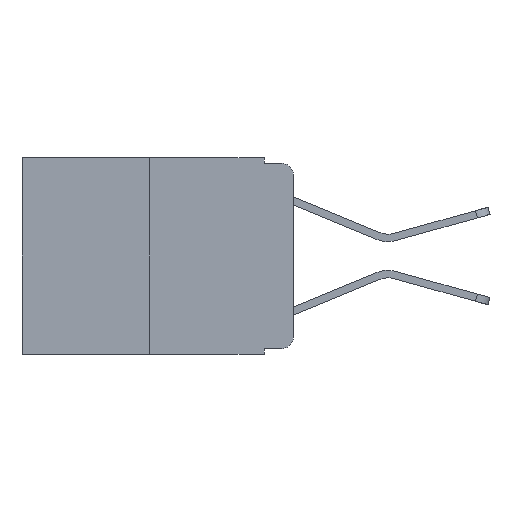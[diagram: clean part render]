
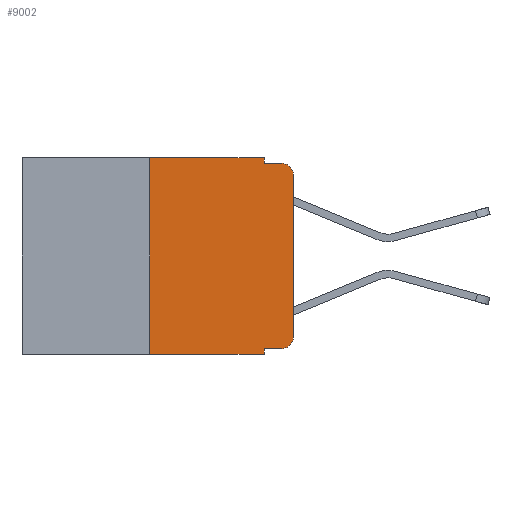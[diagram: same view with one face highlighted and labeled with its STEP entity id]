
A CAD part, left-side view. The second image highlights one B-rep face of the part: STEP entity #9002.
In plain terms, the highlighted planar face has unit normal (-1, 0, 0).
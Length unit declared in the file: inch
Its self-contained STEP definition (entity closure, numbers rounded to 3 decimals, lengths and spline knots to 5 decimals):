
#59 = ORIENTED_EDGE ( 'NONE', *, *, #6635, .T. ) ;
#139 = VERTEX_POINT ( 'NONE', #9514 ) ;
#169 = CARTESIAN_POINT ( 'NONE',  ( 0., 0., 0. ) ) ;
#287 = CIRCLE ( 'NONE', #8598, 0.02 ) ;
#338 = AXIS2_PLACEMENT_3D ( 'NONE', #7195, #9928, #4039 ) ;
#437 = VECTOR ( 'NONE', #1177, 39.37008 ) ;
#695 = LINE ( 'NONE', #6462, #8326 ) ;
#698 = DIRECTION ( 'NONE',  ( 0., 0., -1. ) ) ;
#757 = ORIENTED_EDGE ( 'NONE', *, *, #6345, .T. ) ;
#1177 = DIRECTION ( 'NONE',  ( 0., 0., 1. ) ) ;
#1219 = CARTESIAN_POINT ( 'NONE',  ( 0., 0.051, -0.333 ) ) ;
#1261 = CARTESIAN_POINT ( 'NONE',  ( 0., 0.051, 0. ) ) ;
#1346 = CARTESIAN_POINT ( 'NONE',  ( 0., 0.051, -0.333 ) ) ;
#1420 = VECTOR ( 'NONE', #4315, 39.37008 ) ;
#1477 = CARTESIAN_POINT ( 'NONE',  ( 0., 0.25, 0. ) ) ;
#2103 = VERTEX_POINT ( 'NONE', #11797 ) ;
#2169 = LINE ( 'NONE', #1346, #7467 ) ;
#2189 = CARTESIAN_POINT ( 'NONE',  ( 0., 0.25, 0. ) ) ;
#2193 = VERTEX_POINT ( 'NONE', #10734 ) ;
#2361 = DIRECTION ( 'NONE',  ( 0., -1., 0. ) ) ;
#2489 = LINE ( 'NONE', #1261, #10122 ) ;
#2900 = VERTEX_POINT ( 'NONE', #1219 ) ;
#2936 = DIRECTION ( 'NONE',  ( 0., -1., 0. ) ) ;
#3004 = ORIENTED_EDGE ( 'NONE', *, *, #8050, .T. ) ;
#3145 = CIRCLE ( 'NONE', #7663, 0.02 ) ;
#3158 = ORIENTED_EDGE ( 'NONE', *, *, #7554, .F. ) ;
#3420 = LINE ( 'NONE', #12394, #8589 ) ;
#3560 = FACE_OUTER_BOUND ( 'NONE', #5473, .T. ) ;
#3816 = DIRECTION ( 'NONE',  ( 0., -1., 0. ) ) ;
#3869 = CARTESIAN_POINT ( 'NONE',  ( 0., 0.473, -0.343 ) ) ;
#4026 = CARTESIAN_POINT ( 'NONE',  ( 0., 0.051, -0.343 ) ) ;
#4039 = DIRECTION ( 'NONE',  ( 0., 0., -1. ) ) ;
#4071 = VERTEX_POINT ( 'NONE', #5747 ) ;
#4315 = DIRECTION ( 'NONE',  ( 0., 0., 1. ) ) ;
#4344 = CARTESIAN_POINT ( 'NONE',  ( 0., 0.02, -0.313 ) ) ;
#4427 = DIRECTION ( 'NONE',  ( 0., 0., -1. ) ) ;
#4822 = ORIENTED_EDGE ( 'NONE', *, *, #6323, .F. ) ;
#5415 = DIRECTION ( 'NONE',  ( 0., 0., -1. ) ) ;
#5444 = EDGE_CURVE ( 'NONE', #4071, #7615, #6353, .T. ) ;
#5473 = EDGE_LOOP ( 'NONE', ( #9046, #59, #12473, #7466, #3158, #9732, #3004, #4822, #757, #11972 ) ) ;
#5747 = CARTESIAN_POINT ( 'NONE',  ( 0., 0., -0.313 ) ) ;
#5759 = CARTESIAN_POINT ( 'NONE',  ( 0., 0.473, 0. ) ) ;
#5887 = EDGE_CURVE ( 'NONE', #10164, #4071, #287, .T. ) ;
#5999 = LINE ( 'NONE', #2189, #437 ) ;
#6287 = EDGE_CURVE ( 'NONE', #2103, #8417, #5999, .T. ) ;
#6323 = EDGE_CURVE ( 'NONE', #2900, #9670, #2489, .T. ) ;
#6345 = EDGE_CURVE ( 'NONE', #2900, #10164, #2169, .T. ) ;
#6353 = LINE ( 'NONE', #169, #1420 ) ;
#6462 = CARTESIAN_POINT ( 'NONE',  ( 0., 0.051, 0. ) ) ;
#6635 = EDGE_CURVE ( 'NONE', #7615, #139, #3145, .T. ) ;
#6990 = DIRECTION ( 'NONE',  ( -1., 0., 0. ) ) ;
#7195 = CARTESIAN_POINT ( 'NONE',  ( 0., 0.473, 0. ) ) ;
#7466 = ORIENTED_EDGE ( 'NONE', *, *, #7843, .F. ) ;
#7467 = VECTOR ( 'NONE', #2361, 39.37008 ) ;
#7519 = DIRECTION ( 'NONE',  ( 0., 0., -1. ) ) ;
#7554 = EDGE_CURVE ( 'NONE', #8417, #8270, #10877, .T. ) ;
#7615 = VERTEX_POINT ( 'NONE', #10537 ) ;
#7663 = AXIS2_PLACEMENT_3D ( 'NONE', #12255, #6990, #698 ) ;
#7843 = EDGE_CURVE ( 'NONE', #8270, #2193, #695, .T. ) ;
#8050 = EDGE_CURVE ( 'NONE', #2103, #9670, #11907, .T. ) ;
#8088 = EDGE_CURVE ( 'NONE', #2193, #139, #3420, .T. ) ;
#8179 = PLANE ( 'NONE',  #338 ) ;
#8270 = VERTEX_POINT ( 'NONE', #10183 ) ;
#8326 = VECTOR ( 'NONE', #7519, 39.37008 ) ;
#8417 = VERTEX_POINT ( 'NONE', #1477 ) ;
#8589 = VECTOR ( 'NONE', #2936, 39.37008 ) ;
#8598 = AXIS2_PLACEMENT_3D ( 'NONE', #4344, #11020, #5415 ) ;
#8613 = VECTOR ( 'NONE', #12128, 39.37008 ) ;
#9002 = ADVANCED_FACE ( 'NONE', ( #3560 ), #8179, .F. ) ;
#9046 = ORIENTED_EDGE ( 'NONE', *, *, #5444, .T. ) ;
#9417 = VECTOR ( 'NONE', #3816, 39.37008 ) ;
#9514 = CARTESIAN_POINT ( 'NONE',  ( 0., 0.02, -0.01 ) ) ;
#9670 = VERTEX_POINT ( 'NONE', #4026 ) ;
#9732 = ORIENTED_EDGE ( 'NONE', *, *, #6287, .F. ) ;
#9928 = DIRECTION ( 'NONE',  ( 1., 0., 0. ) ) ;
#10122 = VECTOR ( 'NONE', #4427, 39.37008 ) ;
#10164 = VERTEX_POINT ( 'NONE', #11019 ) ;
#10183 = CARTESIAN_POINT ( 'NONE',  ( 0., 0.051, 0. ) ) ;
#10537 = CARTESIAN_POINT ( 'NONE',  ( 0., 0., -0.03 ) ) ;
#10734 = CARTESIAN_POINT ( 'NONE',  ( 0., 0.051, -0.01 ) ) ;
#10877 = LINE ( 'NONE', #5759, #8613 ) ;
#11019 = CARTESIAN_POINT ( 'NONE',  ( 0., 0.02, -0.333 ) ) ;
#11020 = DIRECTION ( 'NONE',  ( -1., 0., 0. ) ) ;
#11797 = CARTESIAN_POINT ( 'NONE',  ( 0., 0.25, -0.343 ) ) ;
#11907 = LINE ( 'NONE', #3869, #9417 ) ;
#11972 = ORIENTED_EDGE ( 'NONE', *, *, #5887, .T. ) ;
#12128 = DIRECTION ( 'NONE',  ( 0., -1., 0. ) ) ;
#12255 = CARTESIAN_POINT ( 'NONE',  ( 0., 0.02, -0.03 ) ) ;
#12394 = CARTESIAN_POINT ( 'NONE',  ( 0., 0.051, -0.01 ) ) ;
#12473 = ORIENTED_EDGE ( 'NONE', *, *, #8088, .F. ) ;
